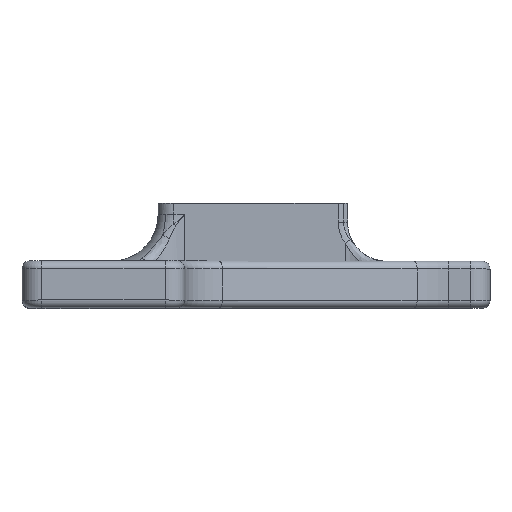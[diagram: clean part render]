
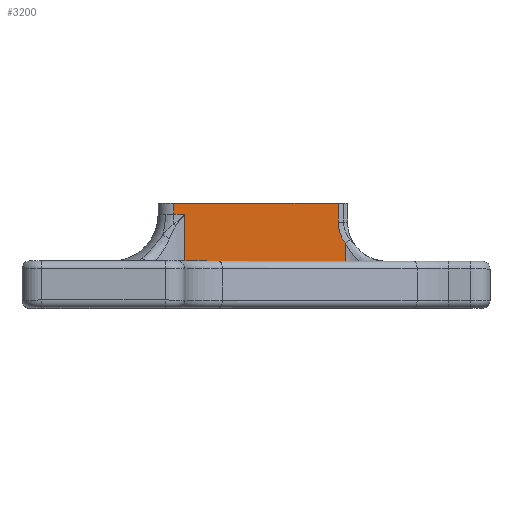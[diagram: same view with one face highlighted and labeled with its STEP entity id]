
A CAD part, top view. The second image highlights one B-rep face of the part: STEP entity #3200.
In plain terms, the highlighted planar face has unit normal (0, 0, 1).
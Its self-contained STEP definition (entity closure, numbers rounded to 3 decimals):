
#27=ELLIPSE('',#3522,8.485,6.);
#280=LINE('',#5232,#508);
#285=LINE('',#5250,#513);
#286=LINE('',#5273,#514);
#287=LINE('',#5277,#515);
#288=LINE('',#5279,#516);
#289=LINE('',#5281,#517);
#290=LINE('',#5282,#518);
#508=VECTOR('',#4173,10.);
#513=VECTOR('',#4186,5.);
#514=VECTOR('',#4189,3.5);
#515=VECTOR('',#4192,10.);
#516=VECTOR('',#4193,10.);
#517=VECTOR('',#4194,10.);
#518=VECTOR('',#4195,10.);
#727=FACE_OUTER_BOUND('',#943,.T.);
#943=EDGE_LOOP('',(#2394,#2395,#2396,#2397,#2398,#2399,#2400,#2401));
#1435=VERTEX_POINT('',#5186);
#1444=VERTEX_POINT('',#5228);
#1449=VERTEX_POINT('',#5249);
#1452=VERTEX_POINT('',#5272);
#1453=VERTEX_POINT('',#5274);
#1454=VERTEX_POINT('',#5276);
#1455=VERTEX_POINT('',#5278);
#1456=VERTEX_POINT('',#5280);
#1785=EDGE_CURVE('',#1435,#1444,#280,.T.);
#1792=EDGE_CURVE('',#1444,#1449,#285,.T.);
#1796=EDGE_CURVE('',#1452,#1435,#286,.T.);
#1797=EDGE_CURVE('',#1453,#1452,#27,.T.);
#1798=EDGE_CURVE('',#1454,#1453,#287,.T.);
#1799=EDGE_CURVE('',#1454,#1455,#288,.T.);
#1800=EDGE_CURVE('',#1456,#1455,#289,.T.);
#1801=EDGE_CURVE('',#1449,#1456,#290,.T.);
#2394=ORIENTED_EDGE('',*,*,#1785,.F.);
#2395=ORIENTED_EDGE('',*,*,#1796,.F.);
#2396=ORIENTED_EDGE('',*,*,#1797,.F.);
#2397=ORIENTED_EDGE('',*,*,#1798,.F.);
#2398=ORIENTED_EDGE('',*,*,#1799,.T.);
#2399=ORIENTED_EDGE('',*,*,#1800,.F.);
#2400=ORIENTED_EDGE('',*,*,#1801,.F.);
#2401=ORIENTED_EDGE('',*,*,#1792,.F.);
#3091=PLANE('',#3521);
#3200=ADVANCED_FACE('',(#727),#3091,.T.);
#3521=AXIS2_PLACEMENT_3D('',#5271,#4187,#4188);
#3522=AXIS2_PLACEMENT_3D('',#5275,#4190,#4191);
#4173=DIRECTION('',(-1.,0.,0.));
#4186=DIRECTION('',(0.,1.,0.));
#4187=DIRECTION('center_axis',(0.,0.,
1.));
#4188=DIRECTION('ref_axis',(-1.,0.,0.));
#4189=DIRECTION('',(0.,-1.,0.));
#4190=DIRECTION('center_axis',(0.,0.,
1.));
#4191=DIRECTION('ref_axis',(-1.,0.,0.));
#4192=DIRECTION('',(0.,-1.,0.));
#4193=DIRECTION('',(-1.,0.,0.));
#4194=DIRECTION('',(0.,1.,0.));
#4195=DIRECTION('',(-1.,0.,0.));
#5186=CARTESIAN_POINT('',(317.459,253.17,98.215));
#5228=CARTESIAN_POINT('',(296.947,253.17,98.215));
#5232=CARTESIAN_POINT('',(313.608,253.17,98.215));
#5249=CARTESIAN_POINT('',(296.947,264.17,98.215));
#5250=CARTESIAN_POINT('',(296.947,258.17,98.215));
#5271=CARTESIAN_POINT('Origin',(321.158,258.17,98.215));
#5272=CARTESIAN_POINT('',(317.459,260.46,98.215));
#5273=CARTESIAN_POINT('',(317.459,258.17,98.215));
#5274=CARTESIAN_POINT('',(316.544,263.17,98.215));
#5275=CARTESIAN_POINT('Origin',(325.029,263.17,98.215));
#5276=CARTESIAN_POINT('',(316.544,265.57,98.215));
#5277=CARTESIAN_POINT('',(316.544,258.17,98.215));
#5278=CARTESIAN_POINT('',(295.558,265.57,98.215));
#5279=CARTESIAN_POINT('',(313.408,265.57,98.215));
#5280=CARTESIAN_POINT('',(295.558,264.17,98.215));
#5281=CARTESIAN_POINT('',(295.558,258.17,98.215));
#5282=CARTESIAN_POINT('',(313.608,264.17,98.215));
